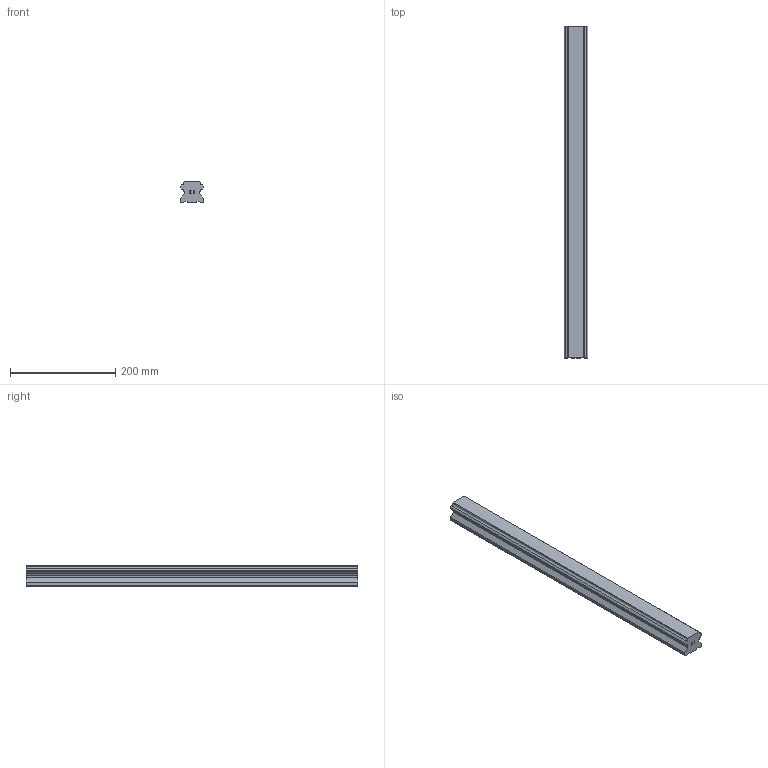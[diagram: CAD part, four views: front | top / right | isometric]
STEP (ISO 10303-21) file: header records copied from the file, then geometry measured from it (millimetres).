
FILE_DESCRIPTION(('STEP AP214'),'1');
FILE_NAME('cctmp_6CC40612-31BA-41F8-A2A5-76330D48E20B_2021_02_01_12_21_27_0331..stp','2021-02-01T11:21:27',('HIWIN GmbH'),('CADClick - www.CADClick.com'),'Spatial InterOp 3D',' ','unknown authorization');
FILE_SCHEMA(('AUTOMOTIVE_DESIGN'));
Length unit declared in the file: millimetre
Products named in the file (1): HGR45T630C_FILE
Bounding box: 45 x 630 x 38 mm (x, y, z)
Volume: 882283.3 mm3; surface area: 116347.1 mm2
Topology: 1 solids, 1 shells, 121 faces, 333 edges, 212 vertices
Faces by surface type: plane 93, cylinder 16, cone 12
Entity records: 4691 total; most frequent: CARTESIAN_POINT 655, ORIENTED_EDGE 642, DIRECTION 597, EDGE_CURVE 321, LINE 289, VECTOR 289, VERTEX_POINT 212, AXIS2_PLACEMENT_3D 154
